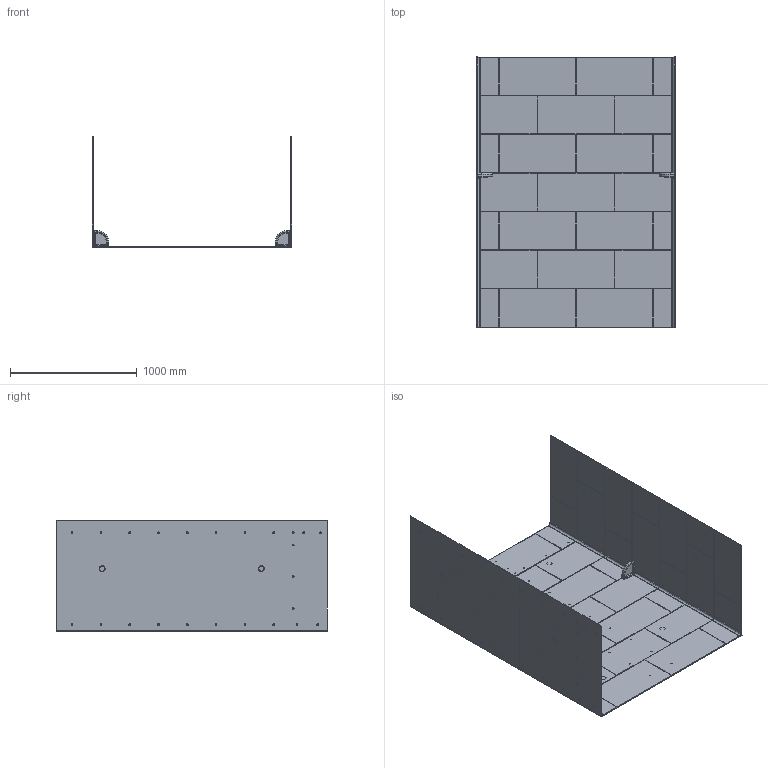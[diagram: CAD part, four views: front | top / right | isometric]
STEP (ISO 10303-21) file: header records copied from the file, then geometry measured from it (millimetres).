
FILE_DESCRIPTION (( 'STEP AP203' ), '1' );
FILE_NAME ('TSMK843462.STEP', '2021-07-09T12:24:32', ( '' ), ( '' ), 'SwSTEP 2.0', 'SolidWorks 2020', '' );
FILE_SCHEMA (( 'CONFIG_CONTROL_DESIGN' ));
Length unit declared in the file: inch
Products named in the file (6): SWACCM2084; MirrorTSMK3484; TSMK3484; TSMK843462; SWSACCES2; TSMK6284_Wall 62"
Assembly tree (7 placements, depth 2):
  TSMK843462
    TSMK6284_Wall 62"
    TSMK3484
    SWSACCES2  x2
    SWACCM2084  x2
    MirrorTSMK3484
Bounding box: 1574.8 x 2133.6 x 873.12 mm (x, y, z)
Volume: 68186912.9 mm3; surface area: 14721219 mm2
Topology: 7 solids, 7 shells, 1632 faces, 4099 edges, 2570 vertices
Faces by surface type: plane 639, cylinder 527, bspline 258, torus 182, cone 16, sphere 10
Entity records: 71523 total; most frequent: CARTESIAN_POINT 35695, ORIENTED_EDGE 7990, DIRECTION 6168, EDGE_CURVE 3995, VERTEX_POINT 2512, AXIS2_PLACEMENT_3D 2211, VECTOR 1746, LINE 1746
